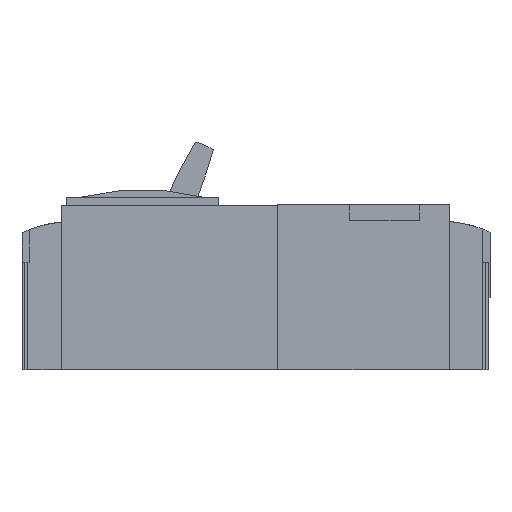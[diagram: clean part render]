
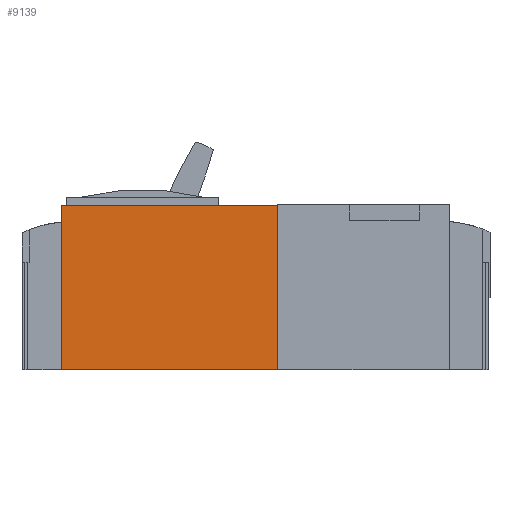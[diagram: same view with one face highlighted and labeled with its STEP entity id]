
A CAD part, left-side view. The second image highlights one B-rep face of the part: STEP entity #9139.
In plain terms, the highlighted planar face has unit normal (-1, 0, 0).
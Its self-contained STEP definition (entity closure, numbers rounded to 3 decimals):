
#918=ORIENTED_EDGE('',*,*,#3364,.F.);
#919=ORIENTED_EDGE('',*,*,#3362,.T.);
#920=ORIENTED_EDGE('',*,*,#3260,.T.);
#921=ORIENTED_EDGE('',*,*,#3365,.F.);
#3260=EDGE_CURVE('',#4507,#4506,#5359,.T.);
#3362=EDGE_CURVE('',#4582,#4507,#5458,.T.);
#3364=EDGE_CURVE('',#4582,#4583,#5460,.T.);
#3365=EDGE_CURVE('',#4583,#4506,#5461,.T.);
#4506=VERTEX_POINT('',#13630);
#4507=VERTEX_POINT('',#13632);
#4582=VERTEX_POINT('',#13825);
#4583=VERTEX_POINT('',#13829);
#5359=LINE('',#13631,#6514);
#5458=LINE('',#13824,#6613);
#5460=LINE('',#13828,#6615);
#5461=LINE('',#13830,#6616);
#6514=VECTOR('',#10862,1000.);
#6613=VECTOR('',#10999,1000.);
#6615=VECTOR('',#11003,1000.);
#6616=VECTOR('',#11004,1000.);
#7479=EDGE_LOOP('',(#918,#919,#920,#921));
#8114=FACE_BOUND('',#7479,.T.);
#8666=PLANE('',#9742);
#9139=ADVANCED_FACE('',(#8114),#8666,.F.);
#9742=AXIS2_PLACEMENT_3D('',#13827,#11001,#11002);
#10862=DIRECTION('',(0.,-1.,0.));
#10999=DIRECTION('',(0.,0.,-1.));
#11001=DIRECTION('',(1.,0.,0.));
#11002=DIRECTION('',(0.,0.,-1.));
#11003=DIRECTION('',(0.,-1.,0.));
#11004=DIRECTION('',(0.,0.,-1.));
#13630=CARTESIAN_POINT('',(35.,131.5,0.));
#13631=CARTESIAN_POINT('',(35.,266.5,0.));
#13632=CARTESIAN_POINT('',(35.,266.5,0.));
#13824=CARTESIAN_POINT('',(35.,266.5,103.));
#13825=CARTESIAN_POINT('',(35.,266.5,102.5));
#13827=CARTESIAN_POINT('',(35.,266.5,103.));
#13828=CARTESIAN_POINT('',(35.,266.5,102.5));
#13829=CARTESIAN_POINT('',(35.,131.5,102.5));
#13830=CARTESIAN_POINT('',(35.,131.5,103.));
